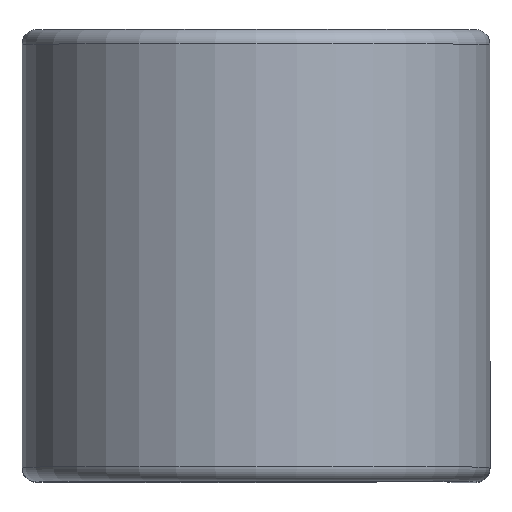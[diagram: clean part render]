
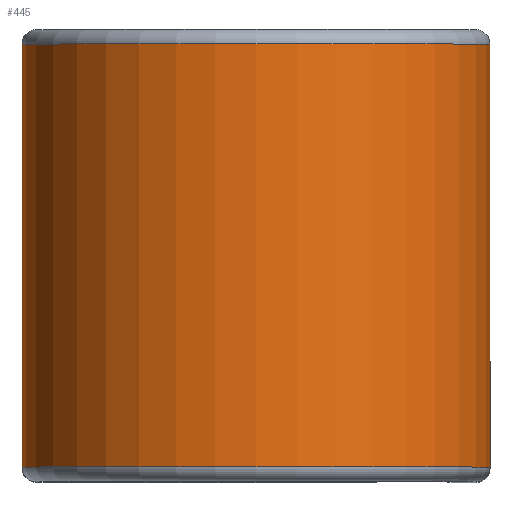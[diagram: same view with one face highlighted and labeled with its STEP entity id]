
A CAD part, top view. The second image highlights one B-rep face of the part: STEP entity #445.
In plain terms, the highlighted cylindrical face has radius 12.332 mm (diameter 24.663 mm), a partial arc.
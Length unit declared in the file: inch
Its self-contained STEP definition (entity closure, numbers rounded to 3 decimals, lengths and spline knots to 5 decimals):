
#172 = DIRECTION ( 'NONE',  ( 0., 0., -1. ) ) ;
#279 = LINE ( 'NONE', #1687, #1993 ) ;
#302 = DIRECTION ( 'NONE',  ( 0., 1., 0. ) ) ;
#337 = VERTEX_POINT ( 'NONE', #2918 ) ;
#383 = DIRECTION ( 'NONE',  ( 0., -1., 0. ) ) ;
#445 = ADVANCED_FACE ( 'NONE', ( #2710 ), #1418, .T. ) ;
#446 = EDGE_CURVE ( 'NONE', #501, #337, #2046, .T. ) ;
#479 = ORIENTED_EDGE ( 'NONE', *, *, #2733, .T. ) ;
#501 = VERTEX_POINT ( 'NONE', #2545 ) ;
#614 = ORIENTED_EDGE ( 'NONE', *, *, #2532, .F. ) ;
#874 = DIRECTION ( 'NONE',  ( 0., -1., 0. ) ) ;
#949 = CARTESIAN_POINT ( 'NONE',  ( -0.4855, 0.43875, 0.75 ) ) ;
#1029 = ORIENTED_EDGE ( 'NONE', *, *, #2933, .F. ) ;
#1123 = CARTESIAN_POINT ( 'NONE',  ( 0., 0.43875, 0.75 ) ) ;
#1133 = EDGE_LOOP ( 'NONE', ( #479, #2652, #614, #1029 ) ) ;
#1336 = DIRECTION ( 'NONE',  ( 0., 0., -1. ) ) ;
#1418 = CYLINDRICAL_SURFACE ( 'NONE', #2252, 0.4855 ) ;
#1687 = CARTESIAN_POINT ( 'NONE',  ( 0.4855, 0.43875, 0.75 ) ) ;
#1767 = CIRCLE ( 'NONE', #1960, 0.4855 ) ;
#1778 = CARTESIAN_POINT ( 'NONE',  ( 0., -0.43875, 0.75 ) ) ;
#1960 = AXIS2_PLACEMENT_3D ( 'NONE', #1778, #383, #2020 ) ;
#1993 = VECTOR ( 'NONE', #302, 39.37008 ) ;
#2002 = LINE ( 'NONE', #949, #2566 ) ;
#2020 = DIRECTION ( 'NONE',  ( 0., 0., -1. ) ) ;
#2042 = CARTESIAN_POINT ( 'NONE',  ( 0., 0.4375, 0.75 ) ) ;
#2046 = CIRCLE ( 'NONE', #2098, 0.4855 ) ;
#2080 = VERTEX_POINT ( 'NONE', #2451 ) ;
#2098 = AXIS2_PLACEMENT_3D ( 'NONE', #1123, #2765, #1336 ) ;
#2109 = DIRECTION ( 'NONE',  ( 0., 1., 0. ) ) ;
#2235 = VERTEX_POINT ( 'NONE', #2492 ) ;
#2252 = AXIS2_PLACEMENT_3D ( 'NONE', #2042, #874, #172 ) ;
#2451 = CARTESIAN_POINT ( 'NONE',  ( 0.4855, -0.43875, 0.75 ) ) ;
#2492 = CARTESIAN_POINT ( 'NONE',  ( -0.4855, -0.43875, 0.75 ) ) ;
#2532 = EDGE_CURVE ( 'NONE', #2235, #337, #2002, .T. ) ;
#2545 = CARTESIAN_POINT ( 'NONE',  ( 0.4855, 0.43875, 0.75 ) ) ;
#2566 = VECTOR ( 'NONE', #2109, 39.37008 ) ;
#2652 = ORIENTED_EDGE ( 'NONE', *, *, #446, .T. ) ;
#2710 = FACE_OUTER_BOUND ( 'NONE', #1133, .T. ) ;
#2733 = EDGE_CURVE ( 'NONE', #2080, #501, #279, .T. ) ;
#2765 = DIRECTION ( 'NONE',  ( 0., -1., 0. ) ) ;
#2918 = CARTESIAN_POINT ( 'NONE',  ( -0.4855, 0.43875, 0.75 ) ) ;
#2933 = EDGE_CURVE ( 'NONE', #2080, #2235, #1767, .T. ) ;
